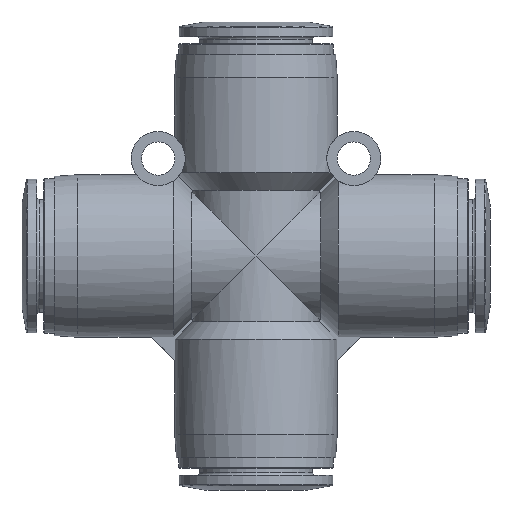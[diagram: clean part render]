
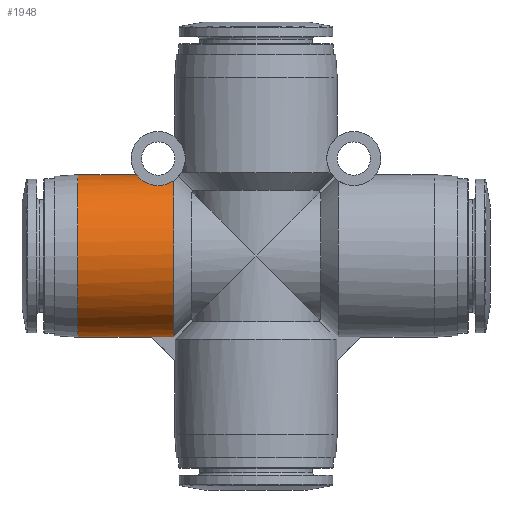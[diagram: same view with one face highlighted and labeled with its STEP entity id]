
A CAD part, front view. The second image highlights one B-rep face of the part: STEP entity #1948.
In plain terms, the highlighted cylindrical face has radius 10.5 mm (diameter 21 mm), a full revolution.
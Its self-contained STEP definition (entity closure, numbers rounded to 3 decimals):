
#62=ELLIPSE('',#2054,14.849,10.5);
#78=LINE('',#2713,#106);
#79=LINE('',#2718,#107);
#106=VECTOR('',#2262,1000.);
#107=VECTOR('',#2265,1000.);
#134=CYLINDRICAL_SURFACE('',#2053,10.5);
#172=CIRCLE('',#2055,10.5);
#173=CIRCLE('',#2056,10.5);
#174=CIRCLE('',#2057,10.5);
#264=ORIENTED_EDGE('',*,*,#584,.T.);
#265=ORIENTED_EDGE('',*,*,#585,.F.);
#266=ORIENTED_EDGE('',*,*,#586,.F.);
#267=ORIENTED_EDGE('',*,*,#587,.F.);
#268=ORIENTED_EDGE('',*,*,#588,.F.);
#269=ORIENTED_EDGE('',*,*,#589,.F.);
#270=ORIENTED_EDGE('',*,*,#590,.T.);
#584=EDGE_CURVE('',#744,#745,#78,.F.);
#585=EDGE_CURVE('',#746,#745,#62,.T.);
#586=EDGE_CURVE('',#747,#746,#79,.F.);
#587=EDGE_CURVE('',#748,#747,#172,.T.);
#588=EDGE_CURVE('',#749,#748,#870,.T.);
#589=EDGE_CURVE('',#744,#749,#173,.T.);
#590=EDGE_CURVE('',#750,#750,#174,.T.);
#744=VERTEX_POINT('',#2714);
#745=VERTEX_POINT('',#2715);
#746=VERTEX_POINT('',#2717);
#747=VERTEX_POINT('',#2719);
#748=VERTEX_POINT('',#2721);
#749=VERTEX_POINT('',#2739);
#750=VERTEX_POINT('',#2742);
#870=B_SPLINE_CURVE_WITH_KNOTS('',3,(#2722,#2723,#2724,#2725,#2726,#2727,
#2728,#2729,#2730,#2731,#2732,#2733,#2734,#2735,#2736,#2737,#2738),
 .UNSPECIFIED.,.F.,.F.,(4,1,1,1,1,1,1,1,1,1,1,1,1,1,4),(0.018,
0.019,0.02,0.021,0.022,
0.023,0.024,0.027,0.029,
0.03,0.031,0.033,0.034,
0.035,0.036),.UNSPECIFIED.);
#895=EDGE_LOOP('',(#264,#265,#266,#267,#268,#269));
#896=EDGE_LOOP('',(#270));
#1067=FACE_BOUND('',#895,.T.);
#1068=FACE_BOUND('',#896,.T.);
#1948=ADVANCED_FACE('',(#1067,#1068),#134,.T.);
#2053=AXIS2_PLACEMENT_3D('',#2712,#2260,#2261);
#2054=AXIS2_PLACEMENT_3D('',#2716,#2263,#2264);
#2055=AXIS2_PLACEMENT_3D('',#2720,#2266,#2267);
#2056=AXIS2_PLACEMENT_3D('',#2740,#2268,#2269);
#2057=AXIS2_PLACEMENT_3D('',#2741,#2270,#2271);
#2260=DIRECTION('',(1.,0.,0.));
#2261=DIRECTION('',(0.,0.,-1.));
#2262=DIRECTION('',(1.,0.,0.));
#2263=DIRECTION('',(0.707,0.,0.707));
#2264=DIRECTION('',(0.707,0.,-0.707));
#2265=DIRECTION('',(1.,0.,0.));
#2266=DIRECTION('',(1.,0.,0.));
#2267=DIRECTION('',(0.,0.,-1.));
#2268=DIRECTION('',(1.,0.,0.));
#2269=DIRECTION('',(0.,0.,-1.));
#2270=DIRECTION('',(1.,0.,0.));
#2271=DIRECTION('',(0.,0.,-1.));
#2712=CARTESIAN_POINT('',(30.25,0.,0.));
#2713=CARTESIAN_POINT('',(30.25,1.,-10.452));
#2714=CARTESIAN_POINT('',(-10.65,1.,-10.452));
#2715=CARTESIAN_POINT('',(-13.589,1.,-10.452));
#2716=CARTESIAN_POINT('',(-24.042,0.,0.));
#2717=CARTESIAN_POINT('',(-13.589,-1.,-10.452));
#2718=CARTESIAN_POINT('',(30.25,-1.,-10.452));
#2719=CARTESIAN_POINT('',(-10.65,-1.,-10.452));
#2720=CARTESIAN_POINT('',(-10.65,0.,0.));
#2721=CARTESIAN_POINT('',(-10.65,-3.952,9.728));
#2722=CARTESIAN_POINT('',(-10.65,3.952,9.728));
#2723=CARTESIAN_POINT('',(-10.835,4.27,9.599));
#2724=CARTESIAN_POINT('',(-11.298,4.851,9.324));
#2725=CARTESIAN_POINT('',(-12.383,5.341,9.039));
#2726=CARTESIAN_POINT('',(-13.598,5.124,9.17));
#2727=CARTESIAN_POINT('',(-14.448,4.369,9.565));
#2728=CARTESIAN_POINT('',(-14.965,3.392,9.957));
#2729=CARTESIAN_POINT('',(-15.363,1.942,10.369));
#2730=CARTESIAN_POINT('',(-15.507,-0.006,10.587));
#2731=CARTESIAN_POINT('',(-15.365,-1.927,10.371));
#2732=CARTESIAN_POINT('',(-14.967,-3.387,9.959));
#2733=CARTESIAN_POINT('',(-14.449,-4.368,9.566));
#2734=CARTESIAN_POINT('',(-13.6,-5.122,9.171));
#2735=CARTESIAN_POINT('',(-12.388,-5.343,9.039));
#2736=CARTESIAN_POINT('',(-11.296,-4.85,9.324));
#2737=CARTESIAN_POINT('',(-10.835,-4.269,9.599));
#2738=CARTESIAN_POINT('',(-10.65,-3.952,9.728));
#2739=CARTESIAN_POINT('',(-10.65,3.952,9.728));
#2740=CARTESIAN_POINT('',(-10.65,0.,0.));
#2741=CARTESIAN_POINT('',(-23.05,0.,0.));
#2742=CARTESIAN_POINT('',(-23.05,0.,-10.5));
